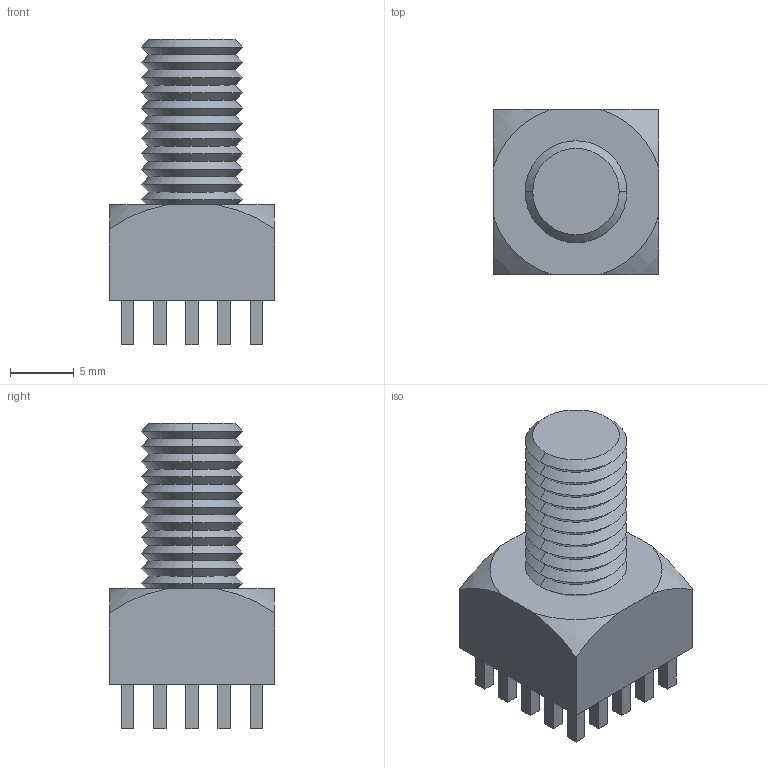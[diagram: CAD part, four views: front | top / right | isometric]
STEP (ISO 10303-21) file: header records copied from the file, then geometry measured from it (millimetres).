
FILE_DESCRIPTION((''),'2;1');
FILE_NAME('WURTH_7460719.stp','2014-01-29T11:03:57',(''),(''),'Mechanical Desktop 2011','Mechanical Desktop 2011',', , ');
FILE_SCHEMA(('AUTOMOTIVE_DESIGN { 1 2 10303 214 1 1 1 1 }'));
Length unit declared in the file: millimetre
Products named in the file (1): Product
Bounding box: 13 x 13 x 24 mm (x, y, z)
Volume: 1909.4 mm3; surface area: 2339.6 mm2
Topology: 37 solids, 37 shells, 226 faces, 434 edges, 282 vertices
Faces by surface type: plane 178, cone 44, sphere 4
Entity records: 5649 total; most frequent: DIRECTION 966, CARTESIAN_POINT 943, ORIENTED_EDGE 868, EDGE_CURVE 434, VECTOR 356, LINE 356, AXIS2_PLACEMENT_3D 305, VERTEX_POINT 282
